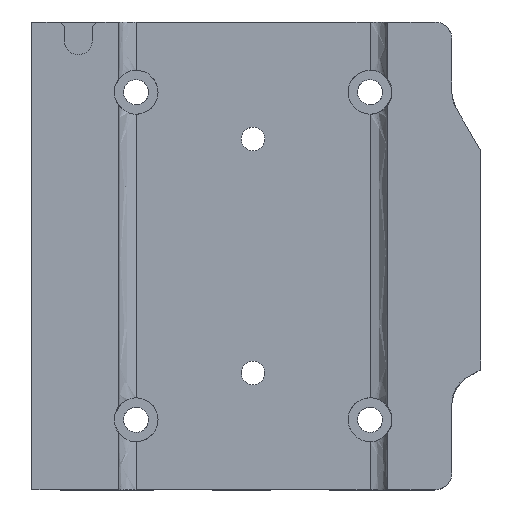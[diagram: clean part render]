
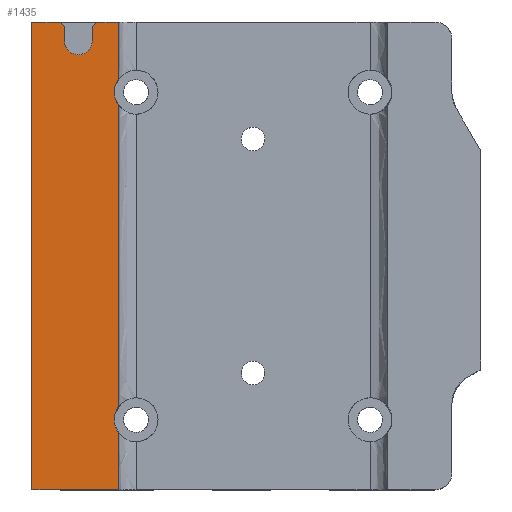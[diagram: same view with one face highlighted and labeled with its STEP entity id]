
A CAD part, top view. The second image highlights one B-rep face of the part: STEP entity #1435.
In plain terms, the highlighted free-form (B-spline) face has degree [1, 1] with [2, 2] control points.
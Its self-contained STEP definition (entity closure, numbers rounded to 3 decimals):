
#39 = VERTEX_POINT('',#40);
#40 = CARTESIAN_POINT('',(-27.1,-39.037,9.033)
  );
#61 = EDGE_CURVE('',#62,#39,#64,.T.);
#62 = VERTEX_POINT('',#63);
#63 = CARTESIAN_POINT('',(-28.068,-36.133,9.033
    ));
#64 = ( BOUNDED_CURVE() B_SPLINE_CURVE(2,(#65,#66,#67),.UNSPECIFIED.,.F.
,.F.) B_SPLINE_CURVE_WITH_KNOTS((3,3),(3.142,3.785),
.PIECEWISE_BEZIER_KNOTS.) CURVE() GEOMETRIC_REPRESENTATION_ITEM() 
RATIONAL_B_SPLINE_CURVE((1.,0.949,1.)) REPRESENTATION_ITEM('') 
  );
#65 = CARTESIAN_POINT('',(-28.068,-36.133,9.033
    ));
#66 = CARTESIAN_POINT('',(-28.068,-37.746,9.033
    ));
#67 = CARTESIAN_POINT('',(-27.1,-39.037,9.033)
  );
#116 = VERTEX_POINT('',#117);
#117 = CARTESIAN_POINT('',(-27.1,33.23,9.033
    ));
#138 = EDGE_CURVE('',#139,#116,#141,.T.);
#139 = VERTEX_POINT('',#140);
#140 = CARTESIAN_POINT('',(-28.068,36.133,
    9.033));
#141 = ( BOUNDED_CURVE() B_SPLINE_CURVE(2,(#142,#143,#144),
.UNSPECIFIED.,.F.,.F.) B_SPLINE_CURVE_WITH_KNOTS((3,3),(3.142,
3.785),.PIECEWISE_BEZIER_KNOTS.) CURVE() 
GEOMETRIC_REPRESENTATION_ITEM() RATIONAL_B_SPLINE_CURVE((1.,
0.949,1.)) REPRESENTATION_ITEM('') );
#142 = CARTESIAN_POINT('',(-28.068,36.133,
    9.033));
#143 = CARTESIAN_POINT('',(-28.068,34.52,9.033
    ));
#144 = CARTESIAN_POINT('',(-27.1,33.23,9.033
    ));
#703 = VERTEX_POINT('',#704);
#704 = CARTESIAN_POINT('',(-27.1,-33.23,9.033
    ));
#725 = EDGE_CURVE('',#116,#703,#726,.T.);
#726 = B_SPLINE_CURVE_WITH_KNOTS('',1,(#727,#728),.UNSPECIFIED.,.F.,.F.,
  (2,2),(-65.75,-14.25),.PIECEWISE_BEZIER_KNOTS.);
#727 = CARTESIAN_POINT('',(-27.1,33.23,9.033
    ));
#728 = CARTESIAN_POINT('',(-27.1,-33.23,9.033
    ));
#741 = VERTEX_POINT('',#742);
#742 = CARTESIAN_POINT('',(-27.1,51.619,9.033
    ));
#758 = VERTEX_POINT('',#759);
#759 = CARTESIAN_POINT('',(-27.1,39.037,9.033
    ));
#780 = EDGE_CURVE('',#741,#758,#781,.T.);
#781 = B_SPLINE_CURVE_WITH_KNOTS('',1,(#782,#783),.UNSPECIFIED.,.F.,.F.,
  (2,2),(-80.,-70.25),.PIECEWISE_BEZIER_KNOTS.);
#782 = CARTESIAN_POINT('',(-27.1,51.619,9.033
    ));
#783 = CARTESIAN_POINT('',(-27.1,39.037,9.033
    ));
#1261 = VERTEX_POINT('',#1262);
#1262 = CARTESIAN_POINT('',(-46.206,51.619,
    9.033));
#1268 = EDGE_CURVE('',#1269,#1261,#1271,.T.);
#1269 = VERTEX_POINT('',#1270);
#1270 = CARTESIAN_POINT('',(-40.005,51.619,
    9.033));
#1271 = B_SPLINE_CURVE_WITH_KNOTS('',1,(#1272,#1273),.UNSPECIFIED.,.F.,
  .F.,(2,2),(-5.,-0.194),.PIECEWISE_BEZIER_KNOTS.);
#1272 = CARTESIAN_POINT('',(-40.005,51.619,
    9.033));
#1273 = CARTESIAN_POINT('',(-46.206,51.619,
    9.033));
#1290 = VERTEX_POINT('',#1291);
#1291 = CARTESIAN_POINT('',(-31.939,51.619,
    9.033));
#1296 = EDGE_CURVE('',#741,#1290,#1297,.T.);
#1297 = B_SPLINE_CURVE_WITH_KNOTS('',1,(#1298,#1299),.UNSPECIFIED.,.F.,
  .F.,(2,2),(-15.,-11.25),.PIECEWISE_BEZIER_KNOTS.);
#1298 = CARTESIAN_POINT('',(-27.1,51.619,
    9.033));
#1299 = CARTESIAN_POINT('',(-31.939,51.619,
    9.033));
#1374 = VERTEX_POINT('',#1375);
#1375 = CARTESIAN_POINT('',(-27.1,-51.619,
    9.033));
#1381 = EDGE_CURVE('',#1382,#1374,#1384,.T.);
#1382 = VERTEX_POINT('',#1383);
#1383 = CARTESIAN_POINT('',(-46.206,-51.619,
    9.033));
#1384 = B_SPLINE_CURVE_WITH_KNOTS('',1,(#1385,#1386),.UNSPECIFIED.,.F.,
  .F.,(2,2),(0.194,15.),.PIECEWISE_BEZIER_KNOTS.);
#1385 = CARTESIAN_POINT('',(-46.206,-51.619,
    9.033));
#1386 = CARTESIAN_POINT('',(-27.1,-51.619,
    9.033));
#1435 = ADVANCED_FACE('',(#1436),#1503,.F.);
#1436 = FACE_BOUND('',#1437,.T.);
#1437 = EDGE_LOOP('',(#1438,#1443,#1444,#1450,#1451,#1452,#1458,#1459,
    #1460,#1467,#1474,#1484,#1491,#1496,#1497,#1502));
#1438 = ORIENTED_EDGE('',*,*,#1439,.F.);
#1439 = EDGE_CURVE('',#39,#1374,#1440,.T.);
#1440 = B_SPLINE_CURVE_WITH_KNOTS('',1,(#1441,#1442),.UNSPECIFIED.,.F.,
  .F.,(2,2),(-9.75,-0.),.PIECEWISE_BEZIER_KNOTS.);
#1441 = CARTESIAN_POINT('',(-27.1,-39.037,
    9.033));
#1442 = CARTESIAN_POINT('',(-27.1,-51.619,
    9.033));
#1443 = ORIENTED_EDGE('',*,*,#61,.F.);
#1444 = ORIENTED_EDGE('',*,*,#1445,.F.);
#1445 = EDGE_CURVE('',#703,#62,#1446,.T.);
#1446 = ( BOUNDED_CURVE() B_SPLINE_CURVE(2,(#1447,#1448,#1449),
.UNSPECIFIED.,.F.,.F.) B_SPLINE_CURVE_WITH_KNOTS((3,3),(2.498,
3.142),.PIECEWISE_BEZIER_KNOTS.) CURVE() 
GEOMETRIC_REPRESENTATION_ITEM() RATIONAL_B_SPLINE_CURVE((1.,
0.949,1.)) REPRESENTATION_ITEM('') );
#1447 = CARTESIAN_POINT('',(-27.1,-33.23,
    9.033));
#1448 = CARTESIAN_POINT('',(-28.068,-34.52,
    9.033));
#1449 = CARTESIAN_POINT('',(-28.068,-36.133,
    9.033));
#1450 = ORIENTED_EDGE('',*,*,#725,.F.);
#1451 = ORIENTED_EDGE('',*,*,#138,.F.);
#1452 = ORIENTED_EDGE('',*,*,#1453,.F.);
#1453 = EDGE_CURVE('',#758,#139,#1454,.T.);
#1454 = ( BOUNDED_CURVE() B_SPLINE_CURVE(2,(#1455,#1456,#1457),
.UNSPECIFIED.,.F.,.F.) B_SPLINE_CURVE_WITH_KNOTS((3,3),(2.498,
3.142),.PIECEWISE_BEZIER_KNOTS.) CURVE() 
GEOMETRIC_REPRESENTATION_ITEM() RATIONAL_B_SPLINE_CURVE((1.,
0.949,1.)) REPRESENTATION_ITEM('') );
#1455 = CARTESIAN_POINT('',(-27.1,39.037,
    9.033));
#1456 = CARTESIAN_POINT('',(-28.068,37.746,
    9.033));
#1457 = CARTESIAN_POINT('',(-28.068,36.133,
    9.033));
#1458 = ORIENTED_EDGE('',*,*,#780,.F.);
#1459 = ORIENTED_EDGE('',*,*,#1296,.T.);
#1460 = ORIENTED_EDGE('',*,*,#1461,.T.);
#1461 = EDGE_CURVE('',#1290,#1462,#1464,.T.);
#1462 = VERTEX_POINT('',#1463);
#1463 = CARTESIAN_POINT('',(-32.907,50.651,
    9.033));
#1464 = B_SPLINE_CURVE_WITH_KNOTS('',1,(#1465,#1466),.UNSPECIFIED.,.F.,
  .F.,(2,2),(-0.,1.061),.PIECEWISE_BEZIER_KNOTS.);
#1465 = CARTESIAN_POINT('',(-31.939,51.619,
    9.033));
#1466 = CARTESIAN_POINT('',(-32.907,50.651,
    9.033));
#1467 = ORIENTED_EDGE('',*,*,#1468,.F.);
#1468 = EDGE_CURVE('',#1469,#1462,#1471,.T.);
#1469 = VERTEX_POINT('',#1470);
#1470 = CARTESIAN_POINT('',(-32.907,47.457,
    9.033));
#1471 = B_SPLINE_CURVE_WITH_KNOTS('',1,(#1472,#1473),.UNSPECIFIED.,.F.,
  .F.,(2,2),(-6.45,-3.975),.PIECEWISE_BEZIER_KNOTS.);
#1472 = CARTESIAN_POINT('',(-32.907,47.457,
    9.033));
#1473 = CARTESIAN_POINT('',(-32.907,50.651,
    9.033));
#1474 = ORIENTED_EDGE('',*,*,#1475,.F.);
#1475 = EDGE_CURVE('',#1476,#1469,#1478,.T.);
#1476 = VERTEX_POINT('',#1477);
#1477 = CARTESIAN_POINT('',(-39.037,47.457,
    9.033));
#1478 = ( BOUNDED_CURVE() B_SPLINE_CURVE(2,(#1479,#1480,#1481,#1482,
#1483),.UNSPECIFIED.,.F.,.F.) B_SPLINE_CURVE_WITH_KNOTS((3,2,3),(
    3.142,4.712,6.283),
.PIECEWISE_BEZIER_KNOTS.) CURVE() GEOMETRIC_REPRESENTATION_ITEM() 
RATIONAL_B_SPLINE_CURVE((1.,0.707,1.,0.707,1.)) 
REPRESENTATION_ITEM('') );
#1479 = CARTESIAN_POINT('',(-39.037,47.457,
    9.033));
#1480 = CARTESIAN_POINT('',(-39.037,44.392,
    9.033));
#1481 = CARTESIAN_POINT('',(-35.972,44.392,
    9.033));
#1482 = CARTESIAN_POINT('',(-32.907,44.392,
    9.033));
#1483 = CARTESIAN_POINT('',(-32.907,47.457,
    9.033));
#1484 = ORIENTED_EDGE('',*,*,#1485,.T.);
#1485 = EDGE_CURVE('',#1476,#1486,#1488,.T.);
#1486 = VERTEX_POINT('',#1487);
#1487 = CARTESIAN_POINT('',(-39.037,50.651,
    9.033));
#1488 = B_SPLINE_CURVE_WITH_KNOTS('',1,(#1489,#1490),.UNSPECIFIED.,.F.,
  .F.,(2,2),(36.775,39.25),.PIECEWISE_BEZIER_KNOTS.);
#1489 = CARTESIAN_POINT('',(-39.037,47.457,
    9.033));
#1490 = CARTESIAN_POINT('',(-39.037,50.651,
    9.033));
#1491 = ORIENTED_EDGE('',*,*,#1492,.T.);
#1492 = EDGE_CURVE('',#1486,#1269,#1493,.T.);
#1493 = B_SPLINE_CURVE_WITH_KNOTS('',1,(#1494,#1495),.UNSPECIFIED.,.F.,
  .F.,(2,2),(-1.061,0.),.PIECEWISE_BEZIER_KNOTS.);
#1494 = CARTESIAN_POINT('',(-39.037,50.651,
    9.033));
#1495 = CARTESIAN_POINT('',(-40.005,51.619,
    9.033));
#1496 = ORIENTED_EDGE('',*,*,#1268,.T.);
#1497 = ORIENTED_EDGE('',*,*,#1498,.T.);
#1498 = EDGE_CURVE('',#1261,#1382,#1499,.T.);
#1499 = B_SPLINE_CURVE_WITH_KNOTS('',1,(#1500,#1501),.UNSPECIFIED.,.F.,
  .F.,(2,2),(-40.,40.),.PIECEWISE_BEZIER_KNOTS.);
#1500 = CARTESIAN_POINT('',(-46.206,51.619,
    9.033));
#1501 = CARTESIAN_POINT('',(-46.206,-51.619,
    9.033));
#1502 = ORIENTED_EDGE('',*,*,#1381,.T.);
#1503 = B_SPLINE_SURFACE_WITH_KNOTS('',1,1,(
    (#1504,#1505)
    ,(#1506,#1507
    )),.UNSPECIFIED.,.F.,.F.,.F.,(2,2),(2,2),(21.,35.806),(-40.
    ,40.),.PIECEWISE_BEZIER_KNOTS.);
#1504 = CARTESIAN_POINT('',(-27.1,-51.619,
    9.033));
#1505 = CARTESIAN_POINT('',(-27.1,51.619,
    9.033));
#1506 = CARTESIAN_POINT('',(-46.206,-51.619,
    9.033));
#1507 = CARTESIAN_POINT('',(-46.206,51.619,
    9.033));
